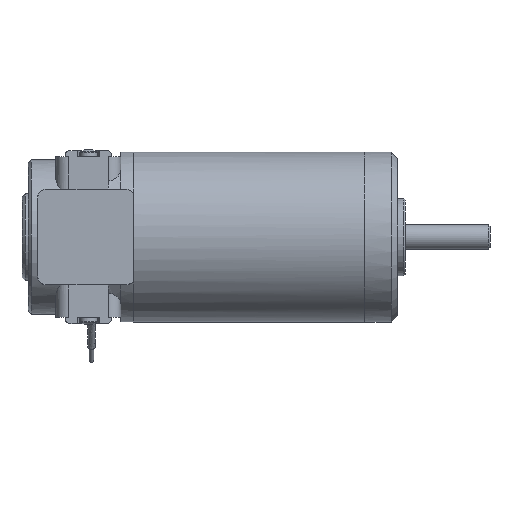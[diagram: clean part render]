
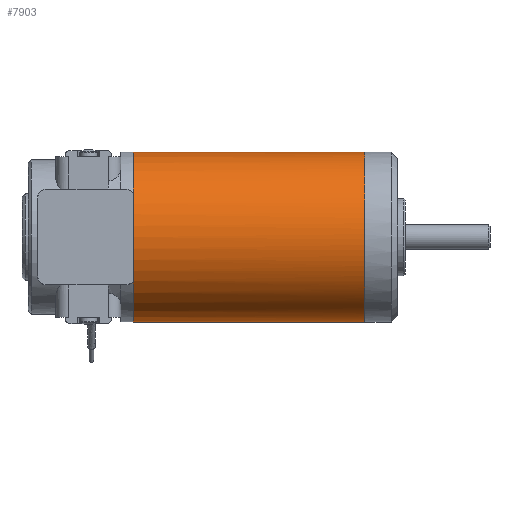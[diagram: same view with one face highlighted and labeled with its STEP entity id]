
A CAD part, front view. The second image highlights one B-rep face of the part: STEP entity #7903.
In plain terms, the highlighted cylindrical face has radius 27.5 mm (diameter 55 mm), a full revolution.
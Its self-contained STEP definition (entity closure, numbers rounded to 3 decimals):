
#378 = ORIENTED_EDGE ( 'NONE', *, *, #6270, .T. ) ;
#457 = AXIS2_PLACEMENT_3D ( 'NONE', #4225, #4223, #4215 ) ;
#879 = DIRECTION ( 'NONE',  ( 1., 0., 0. ) ) ;
#1012 = CARTESIAN_POINT ( 'NONE',  ( -2., -23.575, 14.158 ) ) ;
#1093 = CARTESIAN_POINT ( 'NONE',  ( 73., 0., 27.5 ) ) ;
#1099 = VERTEX_POINT ( 'NONE', #1093 ) ;
#2043 = EDGE_CURVE ( 'Defeature ausgef�hrt1_260+Defeature ausgef�hrt1_97+Defeature ausgef�hrt1_33+Defeature ausgef�hrt1_261', #3267, #3709, #3224, .T. ) ;
#2563 = EDGE_LOOP ( 'NONE', ( #7747, #7298, #378 ) ) ;
#3217 = AXIS2_PLACEMENT_3D ( 'NONE', #8167, #879, #5074 ) ;
#3224 = CIRCLE ( 'NONE', #3217, 27.5 ) ;
#3267 = VERTEX_POINT ( 'NONE', #5769 ) ;
#3525 = CIRCLE ( 'NONE', #3529, 27.5 ) ;
#3529 = AXIS2_PLACEMENT_3D ( 'NONE', #8079, #8070, #8064 ) ;
#3709 = VERTEX_POINT ( 'NONE', #4557 ) ;
#4090 = EDGE_LOOP ( 'NONE', ( #5093 ) ) ;
#4215 = DIRECTION ( 'NONE',  ( 0., 0., -1. ) ) ;
#4223 = DIRECTION ( 'NONE',  ( -1., 0., 0. ) ) ;
#4225 = CARTESIAN_POINT ( 'NONE',  ( 73., 0., 0. ) ) ;
#4228 = CYLINDRICAL_SURFACE ( 'NONE', #457, 27.5 ) ;
#4235 = FACE_OUTER_BOUND ( 'NONE', #2563, .T. ) ;
#4237 = FACE_OUTER_BOUND ( 'NONE', #4090, .T. ) ;
#4354 = CIRCLE ( 'NONE', #4374, 27.5 ) ;
#4374 = AXIS2_PLACEMENT_3D ( 'NONE', #7778, #7774, #7772 ) ;
#4557 = CARTESIAN_POINT ( 'NONE',  ( -2., -23.575, -14.158 ) ) ;
#4687 = DIRECTION ( 'NONE',  ( 0., 0., 1. ) ) ;
#4691 = DIRECTION ( 'NONE',  ( 1., 0., 0. ) ) ;
#4698 = CARTESIAN_POINT ( 'NONE',  ( -2., 0., 0. ) ) ;
#4733 = VERTEX_POINT ( 'NONE', #1012 ) ;
#5074 = DIRECTION ( 'NONE',  ( 0., 0., 1. ) ) ;
#5093 = ORIENTED_EDGE ( 'NONE', *, *, #6391, .F. ) ;
#5769 = CARTESIAN_POINT ( 'NONE',  ( -2., -27.5, 0. ) ) ;
#6270 = EDGE_CURVE ( 'Defeature ausgef�hrt1_260+Defeature ausgef�hrt1_261+Defeature ausgef�hrt1_97+Defeature ausgef�hrt1_33', #3709, #4733, #3525, .T. ) ;
#6391 = EDGE_CURVE ( 'NONE', #1099, #1099, #4354, .T. ) ;
#6941 = CIRCLE ( 'NONE', #6965, 27.5 ) ;
#6965 = AXIS2_PLACEMENT_3D ( 'NONE', #4698, #4691, #4687 ) ;
#7298 = ORIENTED_EDGE ( 'NONE', *, *, #2043, .T. ) ;
#7747 = ORIENTED_EDGE ( 'NONE', *, *, #7799, .T. ) ;
#7772 = DIRECTION ( 'NONE',  ( 0., 0., 1. ) ) ;
#7774 = DIRECTION ( 'NONE',  ( 1., 0., 0. ) ) ;
#7778 = CARTESIAN_POINT ( 'NONE',  ( 73., 0., 0. ) ) ;
#7799 = EDGE_CURVE ( 'Defeature ausgef�hrt1_260+Defeature ausgef�hrt1_33+Defeature ausgef�hrt1_261+Defeature ausgef�hrt1_97', #4733, #3267, #6941, .T. ) ;
#7903 = ADVANCED_FACE ( 'Defeature ausgef�hrt1_260', ( #4237, #4235 ), #4228, .T. ) ;
#8064 = DIRECTION ( 'NONE',  ( 0., 0., 1. ) ) ;
#8070 = DIRECTION ( 'NONE',  ( 1., 0., 0. ) ) ;
#8079 = CARTESIAN_POINT ( 'NONE',  ( -2., 0., 0. ) ) ;
#8167 = CARTESIAN_POINT ( 'NONE',  ( -2., 0., 0. ) ) ;
